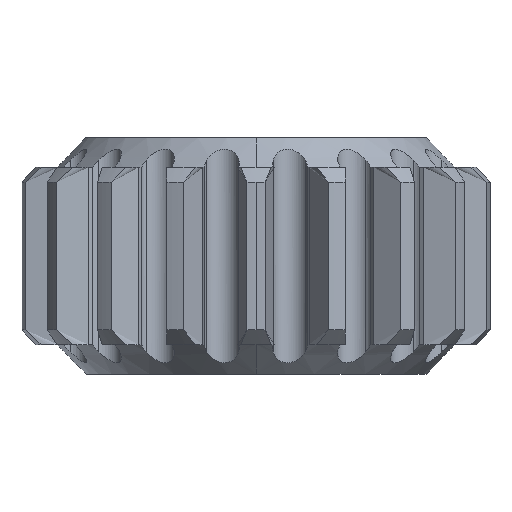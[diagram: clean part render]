
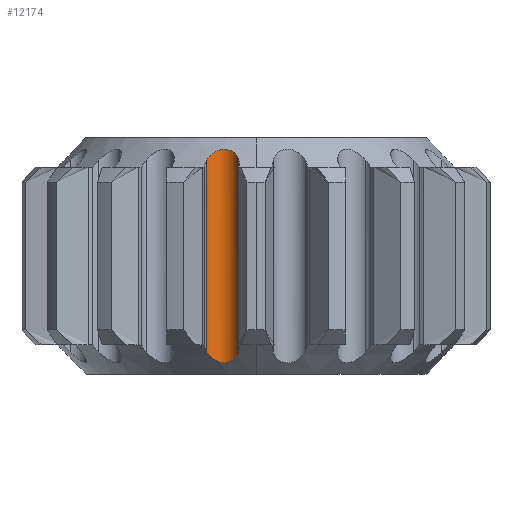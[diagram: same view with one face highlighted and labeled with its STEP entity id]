
A CAD part, left-side view. The second image highlights one B-rep face of the part: STEP entity #12174.
In plain terms, the highlighted cylindrical face has radius 0.97 mm (diameter 1.94 mm), a partial arc.
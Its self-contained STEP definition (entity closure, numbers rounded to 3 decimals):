
#519 = CARTESIAN_POINT ( 'NONE',  ( -9.584, 1.905, 5.723 ) ) ;
#720 = EDGE_LOOP ( 'NONE', ( #1226, #8942, #1753, #16183 ) ) ;
#732 = CARTESIAN_POINT ( 'NONE',  ( -9.875, 2.555, -5.294 ) ) ;
#738 = VECTOR ( 'NONE', #11200, 1000. ) ;
#817 = CARTESIAN_POINT ( 'NONE',  ( -9.585, 1.8, -5.743 ) ) ;
#1226 = ORIENTED_EDGE ( 'NONE', *, *, #7603, .T. ) ;
#1434 = CARTESIAN_POINT ( 'NONE',  ( -9.759, 2.44, 5.436 ) ) ;
#1437 = VERTEX_POINT ( 'NONE', #12612 ) ;
#1513 = CARTESIAN_POINT ( 'NONE',  ( -10.011, 1.057, 5.428 ) ) ;
#1753 = ORIENTED_EDGE ( 'NONE', *, *, #13992, .F. ) ;
#2063 = CARTESIAN_POINT ( 'NONE',  ( -9.614, 2.105, -5.653 ) ) ;
#2417 = CYLINDRICAL_SURFACE ( 'NONE', #12605, 0.97 ) ;
#2497 = DIRECTION ( 'NONE',  ( -1., 0., 0. ) ) ;
#2688 = CARTESIAN_POINT ( 'NONE',  ( -9.813, 1.234, 5.604 ) ) ;
#3017 = CARTESIAN_POINT ( 'NONE',  ( -9.87, 2.563, 5.297 ) ) ;
#3322 = CARTESIAN_POINT ( 'NONE',  ( -9.721, 2.359, -5.491 ) ) ;
#3595 = VERTEX_POINT ( 'NONE', #6819 ) ;
#5341 = CARTESIAN_POINT ( 'NONE',  ( -9.614, 2.104, 5.653 ) ) ;
#5572 = EDGE_CURVE ( 'NONE', #1437, #10174, #15485, .T. ) ;
#5672 = CARTESIAN_POINT ( 'NONE',  ( -9.997, 2.653, 0. ) ) ;
#5816 = CARTESIAN_POINT ( 'NONE',  ( -9.769, 2.431, -5.427 ) ) ;
#6037 = EDGE_CURVE ( 'NONE', #3595, #14771, #10735, .T. ) ;
#6238 = CARTESIAN_POINT ( 'NONE',  ( -10.558, 1.862, 6.39 ) ) ;
#6312 = CARTESIAN_POINT ( 'NONE',  ( -9.812, 1.236, -5.605 ) ) ;
#6514 = CARTESIAN_POINT ( 'NONE',  ( -9.997, 2.653, 5.151 ) ) ;
#6819 = CARTESIAN_POINT ( 'NONE',  ( -9.997, 2.653, -5.151 ) ) ;
#6839 = CARTESIAN_POINT ( 'NONE',  ( -9.622, 1.588, 5.743 ) ) ;
#7060 = CARTESIAN_POINT ( 'NONE',  ( -9.934, 2.608, -5.224 ) ) ;
#7144 = CARTESIAN_POINT ( 'NONE',  ( -9.584, 1.907, -5.722 ) ) ;
#7487 = CARTESIAN_POINT ( 'NONE',  ( -10.004, 1.045, -5.436 ) ) ;
#7603 = EDGE_CURVE ( 'NONE', #14771, #1437, #9547, .T. ) ;
#7757 = CARTESIAN_POINT ( 'NONE',  ( -10.301, 0.926, 5.151 ) ) ;
#8567 = CARTESIAN_POINT ( 'NONE',  ( -10.151, 0.968, -5.297 ) ) ;
#8900 = CARTESIAN_POINT ( 'NONE',  ( -9.753, 1.311, -5.653 ) ) ;
#8942 = ORIENTED_EDGE ( 'NONE', *, *, #5572, .T. ) ;
#9273 = CARTESIAN_POINT ( 'NONE',  ( -9.658, 1.487, 5.723 ) ) ;
#9431 = CARTESIAN_POINT ( 'NONE',  ( -9.941, 1.108, 5.492 ) ) ;
#9547 = LINE ( 'NONE', #13683, #738 ) ;
#9990 = CARTESIAN_POINT ( 'NONE',  ( -10.301, 0.926, -5.151 ) ) ;
#10174 = VERTEX_POINT ( 'NONE', #15252 ) ;
#10580 = LINE ( 'NONE', #5672, #12017 ) ;
#10735 = B_SPLINE_CURVE_WITH_KNOTS ( 'NONE', 3,
 ( #12213, #7060, #732, #5816, #3322, #10896, #2063, #7144, #817, #10979, #11145, #8900, #6312, #7487, #8567, #9990 ),
 .UNSPECIFIED., .F., .F.,
 ( 4, 2, 2, 2, 2, 2, 2, 4 ),
 ( 0., 0., 0.001, 0.001, 0.001, 0.002, 0.002, 0.003 ),
 .UNSPECIFIED. ) ;
#10896 = CARTESIAN_POINT ( 'NONE',  ( -9.644, 2.197, -5.604 ) ) ;
#10979 = CARTESIAN_POINT ( 'NONE',  ( -9.621, 1.591, -5.743 ) ) ;
#11145 = CARTESIAN_POINT ( 'NONE',  ( -9.657, 1.489, -5.723 ) ) ;
#11200 = DIRECTION ( 'NONE',  ( 0., 0., 1. ) ) ;
#11664 = CARTESIAN_POINT ( 'NONE',  ( -10.153, 0.977, 5.294 ) ) ;
#11907 = CARTESIAN_POINT ( 'NONE',  ( -9.754, 1.311, 5.653 ) ) ;
#12017 = VECTOR ( 'NONE', #15802, 1000. ) ;
#12174 = ADVANCED_FACE ( 'NONE', ( #13808 ), #2417, .F. ) ;
#12213 = CARTESIAN_POINT ( 'NONE',  ( -9.997, 2.653, -5.151 ) ) ;
#12605 = AXIS2_PLACEMENT_3D ( 'NONE', #6238, #15130, #2497 ) ;
#12612 = CARTESIAN_POINT ( 'NONE',  ( -10.301, 0.926, 5.151 ) ) ;
#12825 = CARTESIAN_POINT ( 'NONE',  ( -9.643, 2.195, 5.604 ) ) ;
#12998 = CARTESIAN_POINT ( 'NONE',  ( -9.585, 1.797, 5.743 ) ) ;
#13683 = CARTESIAN_POINT ( 'NONE',  ( -10.301, 0.926, 0. ) ) ;
#13808 = FACE_OUTER_BOUND ( 'NONE', #720, .T. ) ;
#13992 = EDGE_CURVE ( 'NONE', #3595, #10174, #10580, .T. ) ;
#14400 = CARTESIAN_POINT ( 'NONE',  ( -10.226, 0.947, 5.224 ) ) ;
#14771 = VERTEX_POINT ( 'NONE', #15151 ) ;
#15130 = DIRECTION ( 'NONE',  ( 0., 0., -1. ) ) ;
#15151 = CARTESIAN_POINT ( 'NONE',  ( -10.301, 0.926, -5.151 ) ) ;
#15252 = CARTESIAN_POINT ( 'NONE',  ( -9.997, 2.653, 5.151 ) ) ;
#15485 = B_SPLINE_CURVE_WITH_KNOTS ( 'NONE', 3,
 ( #7757, #14400, #11664, #1513, #9431, #2688, #11907, #9273, #6839, #12998, #519, #5341, #12825, #1434, #3017, #6514 ),
 .UNSPECIFIED., .F., .F.,
 ( 4, 2, 2, 2, 2, 2, 2, 4 ),
 ( 0., 0., 0.001, 0.001, 0.001, 0.002, 0.002, 0.003 ),
 .UNSPECIFIED. ) ;
#15802 = DIRECTION ( 'NONE',  ( 0., 0., 1. ) ) ;
#16183 = ORIENTED_EDGE ( 'NONE', *, *, #6037, .T. ) ;
